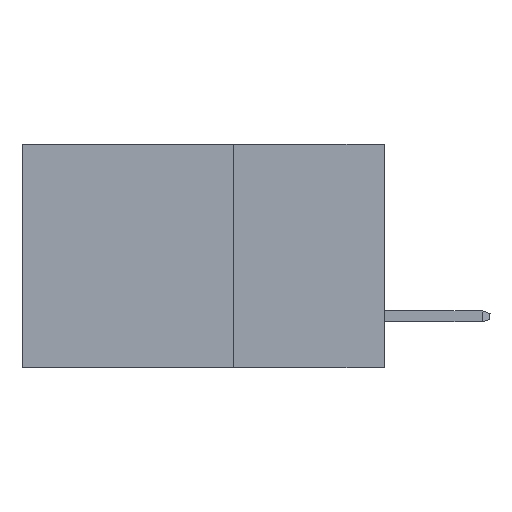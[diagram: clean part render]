
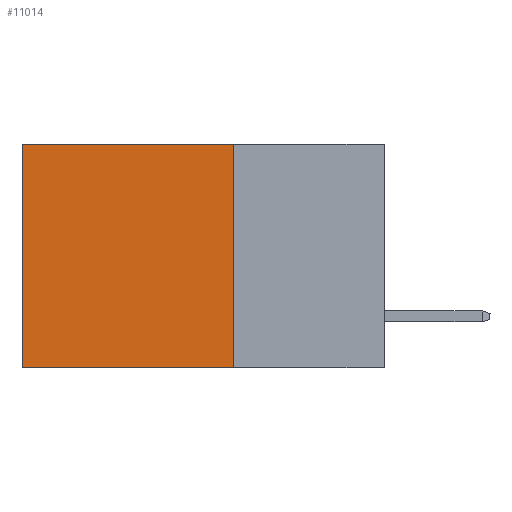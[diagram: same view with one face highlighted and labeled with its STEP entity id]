
A CAD part, left-side view. The second image highlights one B-rep face of the part: STEP entity #11014.
In plain terms, the highlighted planar face has unit normal (-1, 0, 0).
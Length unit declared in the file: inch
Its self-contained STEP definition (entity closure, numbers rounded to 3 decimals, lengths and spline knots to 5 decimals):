
#363 = VECTOR ( 'NONE', #2397, 39.37008 ) ;
#538 = DIRECTION ( 'NONE',  ( 0., 1., 0. ) ) ;
#602 = LINE ( 'NONE', #15255, #6893 ) ;
#866 = ORIENTED_EDGE ( 'NONE', *, *, #3380, .F. ) ;
#1877 = LINE ( 'NONE', #12772, #4757 ) ;
#1924 = ORIENTED_EDGE ( 'NONE', *, *, #11417, .T. ) ;
#2138 = CARTESIAN_POINT ( 'NONE',  ( 0.2615, 0.25, 0. ) ) ;
#2397 = DIRECTION ( 'NONE',  ( 0., 1., 0. ) ) ;
#3313 = ORIENTED_EDGE ( 'NONE', *, *, #12290, .F. ) ;
#3380 = EDGE_CURVE ( 'NONE', #11302, #10603, #4966, .T. ) ;
#3992 = CARTESIAN_POINT ( 'NONE',  ( 0.2615, 0.25, -0.37 ) ) ;
#4443 = FACE_OUTER_BOUND ( 'NONE', #12965, .T. ) ;
#4511 = DIRECTION ( 'NONE',  ( 0., 0., -1. ) ) ;
#4537 = VERTEX_POINT ( 'NONE', #11545 ) ;
#4538 = EDGE_CURVE ( 'NONE', #15002, #4537, #1877, .T. ) ;
#4757 = VECTOR ( 'NONE', #538, 39.37008 ) ;
#4966 = LINE ( 'NONE', #7644, #363 ) ;
#5204 = VECTOR ( 'NONE', #10229, 39.37008 ) ;
#5472 = AXIS2_PLACEMENT_3D ( 'NONE', #9882, #7202, #15545 ) ;
#6047 = LINE ( 'NONE', #16977, #5204 ) ;
#6893 = VECTOR ( 'NONE', #4511, 39.37008 ) ;
#7202 = DIRECTION ( 'NONE',  ( 1., 0., 0. ) ) ;
#7644 = CARTESIAN_POINT ( 'NONE',  ( 0.2615, 0.25, -0.37 ) ) ;
#9147 = ORIENTED_EDGE ( 'NONE', *, *, #4538, .T. ) ;
#9882 = CARTESIAN_POINT ( 'NONE',  ( 0.2615, 0.25, -0.37 ) ) ;
#10229 = DIRECTION ( 'NONE',  ( 0., 0., -1. ) ) ;
#10603 = VERTEX_POINT ( 'NONE', #12885 ) ;
#11014 = ADVANCED_FACE ( 'NONE', ( #4443 ), #12527, .F. ) ;
#11302 = VERTEX_POINT ( 'NONE', #3992 ) ;
#11417 = EDGE_CURVE ( 'NONE', #4537, #10603, #602, .T. ) ;
#11545 = CARTESIAN_POINT ( 'NONE',  ( 0.2615, 0.6, 0. ) ) ;
#12290 = EDGE_CURVE ( 'NONE', #15002, #11302, #6047, .T. ) ;
#12527 = PLANE ( 'NONE',  #5472 ) ;
#12772 = CARTESIAN_POINT ( 'NONE',  ( 0.2615, 0.25, 0. ) ) ;
#12885 = CARTESIAN_POINT ( 'NONE',  ( 0.2615, 0.6, -0.37 ) ) ;
#12965 = EDGE_LOOP ( 'NONE', ( #1924, #866, #3313, #9147 ) ) ;
#15002 = VERTEX_POINT ( 'NONE', #2138 ) ;
#15255 = CARTESIAN_POINT ( 'NONE',  ( 0.2615, 0.6, -0.37 ) ) ;
#15545 = DIRECTION ( 'NONE',  ( 0., 0., -1. ) ) ;
#16977 = CARTESIAN_POINT ( 'NONE',  ( 0.2615, 0.25, -0.37 ) ) ;
